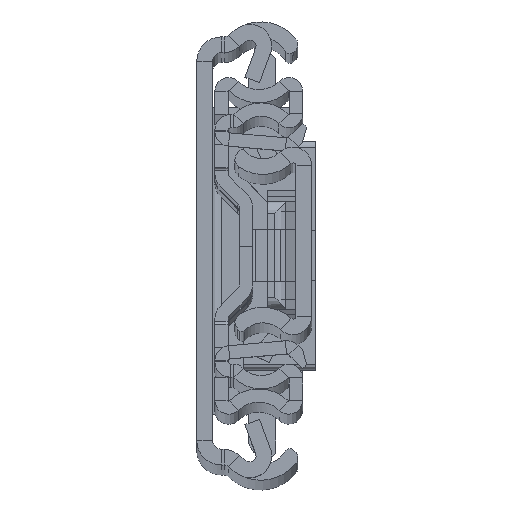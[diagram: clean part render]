
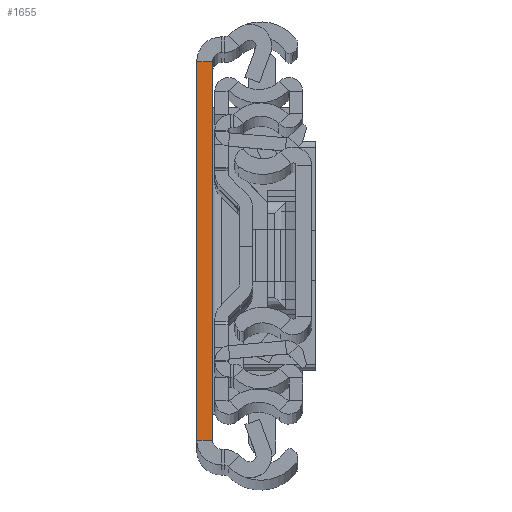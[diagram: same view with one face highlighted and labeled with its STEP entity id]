
A CAD part, top view. The second image highlights one B-rep face of the part: STEP entity #1655.
In plain terms, the highlighted planar face has unit normal (0, 0, 1).
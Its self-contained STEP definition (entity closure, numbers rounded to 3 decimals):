
#139 = PLANE ( 'NONE',  #3466 ) ;
#816 = VERTEX_POINT ( 'NONE', #3624 ) ;
#1450 = CARTESIAN_POINT ( 'NONE',  ( 2.6, -31.5, 0. ) ) ;
#1532 = EDGE_CURVE ( 'NONE', #816, #5365, #11800, .T. ) ;
#1600 = DIRECTION ( 'NONE',  ( 1., 0., 0. ) ) ;
#1655 = ADVANCED_FACE ( 'NONE', ( #16776 ), #139, .F. ) ;
#1897 = VECTOR ( 'NONE', #16249, 1000. ) ;
#2762 = DIRECTION ( 'NONE',  ( 0., 1., 0. ) ) ;
#2817 = LINE ( 'NONE', #1450, #9305 ) ;
#3466 = AXIS2_PLACEMENT_3D ( 'NONE', #9627, #15149, #2762 ) ;
#3624 = CARTESIAN_POINT ( 'NONE',  ( 0., -31.5, 0. ) ) ;
#3743 = EDGE_CURVE ( 'NONE', #6448, #17758, #2817, .T. ) ;
#5191 = VECTOR ( 'NONE', #17312, 1000. ) ;
#5365 = VERTEX_POINT ( 'NONE', #11201 ) ;
#5879 = ORIENTED_EDGE ( 'NONE', *, *, #11551, .F. ) ;
#6218 = DIRECTION ( 'NONE',  ( 0., 1., 0. ) ) ;
#6448 = VERTEX_POINT ( 'NONE', #15182 ) ;
#6484 = EDGE_LOOP ( 'NONE', ( #5879, #14943, #8291, #13592 ) ) ;
#6633 = EDGE_CURVE ( 'NONE', #816, #6448, #15358, .T. ) ;
#8004 = LINE ( 'NONE', #12463, #1897 ) ;
#8291 = ORIENTED_EDGE ( 'NONE', *, *, #6633, .T. ) ;
#9305 = VECTOR ( 'NONE', #6218, 1000. ) ;
#9627 = CARTESIAN_POINT ( 'NONE',  ( 2.6, -31.5, 0. ) ) ;
#11201 = CARTESIAN_POINT ( 'NONE',  ( 0., 31.5, 0. ) ) ;
#11551 = EDGE_CURVE ( 'NONE', #5365, #17758, #8004, .T. ) ;
#11800 = LINE ( 'NONE', #15682, #5191 ) ;
#12463 = CARTESIAN_POINT ( 'NONE',  ( 2.6, 31.5, 0. ) ) ;
#13592 = ORIENTED_EDGE ( 'NONE', *, *, #3743, .T. ) ;
#13630 = CARTESIAN_POINT ( 'NONE',  ( 2.6, 31.5, 0. ) ) ;
#13919 = CARTESIAN_POINT ( 'NONE',  ( 2.6, -31.5, 0. ) ) ;
#14943 = ORIENTED_EDGE ( 'NONE', *, *, #1532, .F. ) ;
#15149 = DIRECTION ( 'NONE',  ( 0., 0., -1. ) ) ;
#15182 = CARTESIAN_POINT ( 'NONE',  ( 2.6, -31.5, 0. ) ) ;
#15274 = VECTOR ( 'NONE', #1600, 1000. ) ;
#15358 = LINE ( 'NONE', #13919, #15274 ) ;
#15682 = CARTESIAN_POINT ( 'NONE',  ( 0., -31.5, 0. ) ) ;
#16249 = DIRECTION ( 'NONE',  ( 1., 0., 0. ) ) ;
#16776 = FACE_OUTER_BOUND ( 'NONE', #6484, .T. ) ;
#17312 = DIRECTION ( 'NONE',  ( 0., 1., 0. ) ) ;
#17758 = VERTEX_POINT ( 'NONE', #13630 ) ;
